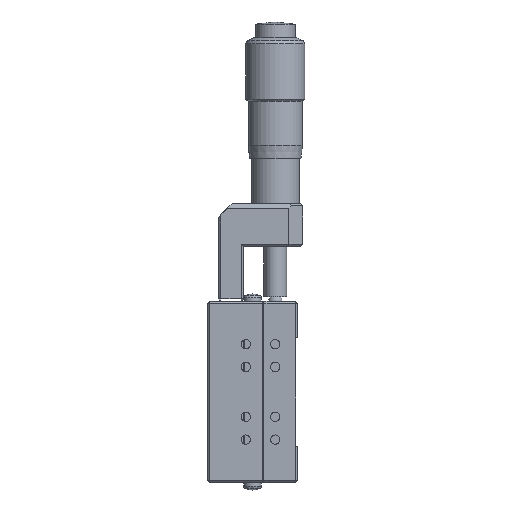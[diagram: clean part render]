
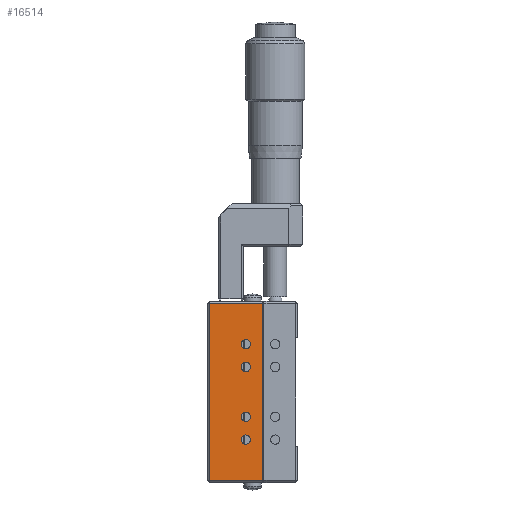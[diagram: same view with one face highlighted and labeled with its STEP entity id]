
A CAD part, left-side view. The second image highlights one B-rep face of the part: STEP entity #16514.
In plain terms, the highlighted planar face has unit normal (-1, 0, 0).
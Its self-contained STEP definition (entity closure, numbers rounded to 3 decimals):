
#49 = CARTESIAN_POINT ( 'NONE',  ( -25.706, -0.068, 60.775 ) ) ;
#382 = VERTEX_POINT ( 'NONE', #18772 ) ;
#485 = FACE_BOUND ( 'NONE', #17742, .T. ) ;
#777 = DIRECTION ( 'NONE',  ( -1., 0., 0. ) ) ;
#878 = LINE ( 'NONE', #13413, #1612 ) ;
#923 = DIRECTION ( 'NONE',  ( 0., -1., 0. ) ) ;
#1011 = DIRECTION ( 'NONE',  ( -1., 0., 0. ) ) ;
#1199 = ORIENTED_EDGE ( 'NONE', *, *, #12707, .F. ) ;
#1302 = EDGE_CURVE ( 'NONE', #10087, #382, #10610, .T. ) ;
#1496 = VERTEX_POINT ( 'NONE', #16550 ) ;
#1506 = EDGE_CURVE ( 'NONE', #1706, #1496, #18994, .T. ) ;
#1612 = VECTOR ( 'NONE', #8623, 1000. ) ;
#1673 = EDGE_LOOP ( 'NONE', ( #7718, #20230 ) ) ;
#1706 = VERTEX_POINT ( 'NONE', #11625 ) ;
#1825 = DIRECTION ( 'NONE',  ( 0., 0., 1. ) ) ;
#1846 = CARTESIAN_POINT ( 'NONE',  ( -25.706, -0.068, 56.8 ) ) ;
#2091 = CARTESIAN_POINT ( 'NONE',  ( -25.706, -3.768, 31.8 ) ) ;
#2177 = CARTESIAN_POINT ( 'NONE',  ( -25.706, -0.068, 45.8 ) ) ;
#2185 = AXIS2_PLACEMENT_3D ( 'NONE', #16692, #1011, #18007 ) ;
#2369 = CARTESIAN_POINT ( 'NONE',  ( -25.706, -3.768, 70.8 ) ) ;
#3144 = CARTESIAN_POINT ( 'NONE',  ( -25.706, -0.068, 62.825 ) ) ;
#3171 = FACE_BOUND ( 'NONE', #11669, .T. ) ;
#3318 = CIRCLE ( 'NONE', #3659, 1.025 ) ;
#3330 = DIRECTION ( 'NONE',  ( -1., 0., 0. ) ) ;
#3395 = EDGE_CURVE ( 'NONE', #7925, #10087, #13037, .T. ) ;
#3582 = VERTEX_POINT ( 'NONE', #3144 ) ;
#3619 = CIRCLE ( 'NONE', #14729, 1.025 ) ;
#3659 = AXIS2_PLACEMENT_3D ( 'NONE', #14221, #4759, #7921 ) ;
#3770 = CARTESIAN_POINT ( 'NONE',  ( -25.706, -0.068, 57.825 ) ) ;
#3780 = DIRECTION ( 'NONE',  ( -1., 0., 0. ) ) ;
#3814 = ORIENTED_EDGE ( 'NONE', *, *, #18785, .F. ) ;
#3848 = CARTESIAN_POINT ( 'NONE',  ( -25.706, -0.068, 61.8 ) ) ;
#3990 = DIRECTION ( 'NONE',  ( 0., 0., 1. ) ) ;
#4137 = DIRECTION ( 'NONE',  ( -1., 0., 0. ) ) ;
#4723 = EDGE_CURVE ( 'NONE', #17904, #7925, #17929, .T. ) ;
#4730 = VERTEX_POINT ( 'NONE', #12016 ) ;
#4759 = DIRECTION ( 'NONE',  ( -1., 0., 0. ) ) ;
#4824 = ORIENTED_EDGE ( 'NONE', *, *, #8072, .F. ) ;
#4937 = DIRECTION ( 'NONE',  ( 0., 1., 0. ) ) ;
#5108 = ORIENTED_EDGE ( 'NONE', *, *, #10839, .F. ) ;
#5289 = VERTEX_POINT ( 'NONE', #3770 ) ;
#5338 = DIRECTION ( 'NONE',  ( -1., 0., 0. ) ) ;
#5379 = VERTEX_POINT ( 'NONE', #8625 ) ;
#5406 = DIRECTION ( 'NONE',  ( 0., 0., 1. ) ) ;
#5422 = PLANE ( 'NONE',  #15303 ) ;
#6452 = CARTESIAN_POINT ( 'NONE',  ( -25.706, -3.768, 70.8 ) ) ;
#6645 = ORIENTED_EDGE ( 'NONE', *, *, #18506, .F. ) ;
#6927 = CARTESIAN_POINT ( 'NONE',  ( -25.706, -0.068, 61.8 ) ) ;
#7635 = EDGE_CURVE ( 'NONE', #4730, #5379, #19805, .T. ) ;
#7718 = ORIENTED_EDGE ( 'NONE', *, *, #14268, .F. ) ;
#7921 = DIRECTION ( 'NONE',  ( 0., 0., 1. ) ) ;
#7925 = VERTEX_POINT ( 'NONE', #2091 ) ;
#8072 = EDGE_CURVE ( 'NONE', #3582, #19478, #9612, .T. ) ;
#8138 = EDGE_LOOP ( 'NONE', ( #20086, #9138, #8696, #10753 ) ) ;
#8236 = CIRCLE ( 'NONE', #14666, 1.025 ) ;
#8623 = DIRECTION ( 'NONE',  ( 0., 0., -1. ) ) ;
#8625 = CARTESIAN_POINT ( 'NONE',  ( -25.706, -0.068, 41.825 ) ) ;
#8696 = ORIENTED_EDGE ( 'NONE', *, *, #3395, .T. ) ;
#8826 = VECTOR ( 'NONE', #1825, 1000. ) ;
#9138 = ORIENTED_EDGE ( 'NONE', *, *, #4723, .T. ) ;
#9552 = CARTESIAN_POINT ( 'NONE',  ( -25.706, -3.768, 71.3 ) ) ;
#9612 = CIRCLE ( 'NONE', #19495, 1.025 ) ;
#10018 = VECTOR ( 'NONE', #923, 1000. ) ;
#10087 = VERTEX_POINT ( 'NONE', #2369 ) ;
#10257 = DIRECTION ( 'NONE',  ( 0., 0., 1. ) ) ;
#10305 = FACE_BOUND ( 'NONE', #13970, .T. ) ;
#10610 = LINE ( 'NONE', #6452, #17276 ) ;
#10679 = CARTESIAN_POINT ( 'NONE',  ( -25.706, -0.068, 40.8 ) ) ;
#10753 = ORIENTED_EDGE ( 'NONE', *, *, #1302, .T. ) ;
#10839 = EDGE_CURVE ( 'NONE', #1496, #1706, #18256, .T. ) ;
#11113 = AXIS2_PLACEMENT_3D ( 'NONE', #10679, #13979, #15441 ) ;
#11625 = CARTESIAN_POINT ( 'NONE',  ( -25.706, -0.068, 46.825 ) ) ;
#11669 = EDGE_LOOP ( 'NONE', ( #4824, #1199 ) ) ;
#12016 = CARTESIAN_POINT ( 'NONE',  ( -25.706, -0.068, 39.775 ) ) ;
#12707 = EDGE_CURVE ( 'NONE', #19478, #3582, #3619, .T. ) ;
#12896 = VERTEX_POINT ( 'NONE', #15273 ) ;
#13037 = LINE ( 'NONE', #9552, #8826 ) ;
#13156 = CIRCLE ( 'NONE', #2185, 1.025 ) ;
#13413 = CARTESIAN_POINT ( 'NONE',  ( -25.706, 7.932, 71.3 ) ) ;
#13852 = EDGE_CURVE ( 'NONE', #382, #17904, #878, .T. ) ;
#13970 = EDGE_LOOP ( 'NONE', ( #14764, #5108 ) ) ;
#13979 = DIRECTION ( 'NONE',  ( -1., 0., 0. ) ) ;
#14221 = CARTESIAN_POINT ( 'NONE',  ( -25.706, -0.068, 40.8 ) ) ;
#14268 = EDGE_CURVE ( 'NONE', #5379, #4730, #3318, .T. ) ;
#14666 = AXIS2_PLACEMENT_3D ( 'NONE', #1846, #3330, #15999 ) ;
#14729 = AXIS2_PLACEMENT_3D ( 'NONE', #3848, #5338, #16470 ) ;
#14764 = ORIENTED_EDGE ( 'NONE', *, *, #1506, .F. ) ;
#15016 = CARTESIAN_POINT ( 'NONE',  ( -25.706, -3.768, 71.3 ) ) ;
#15273 = CARTESIAN_POINT ( 'NONE',  ( -25.706, -0.068, 55.775 ) ) ;
#15303 = AXIS2_PLACEMENT_3D ( 'NONE', #15016, #18004, #19465 ) ;
#15441 = DIRECTION ( 'NONE',  ( 0., 0., 1. ) ) ;
#15479 = FACE_BOUND ( 'NONE', #1673, .T. ) ;
#15999 = DIRECTION ( 'NONE',  ( 0., 0., 1. ) ) ;
#16231 = FACE_OUTER_BOUND ( 'NONE', #8138, .T. ) ;
#16470 = DIRECTION ( 'NONE',  ( 0., 0., 1. ) ) ;
#16514 = ADVANCED_FACE ( 'NONE', ( #15479, #10305, #485, #3171, #16231 ), #5422, .T. ) ;
#16550 = CARTESIAN_POINT ( 'NONE',  ( -25.706, -0.068, 44.775 ) ) ;
#16692 = CARTESIAN_POINT ( 'NONE',  ( -25.706, -0.068, 56.8 ) ) ;
#17060 = CARTESIAN_POINT ( 'NONE',  ( -25.706, 7.932, 31.8 ) ) ;
#17276 = VECTOR ( 'NONE', #4937, 1000. ) ;
#17742 = EDGE_LOOP ( 'NONE', ( #3814, #6645 ) ) ;
#17904 = VERTEX_POINT ( 'NONE', #17060 ) ;
#17929 = LINE ( 'NONE', #18768, #10018 ) ;
#18004 = DIRECTION ( 'NONE',  ( -1., 0., 0. ) ) ;
#18007 = DIRECTION ( 'NONE',  ( 0., 0., 1. ) ) ;
#18256 = CIRCLE ( 'NONE', #18606, 1.025 ) ;
#18506 = EDGE_CURVE ( 'NONE', #12896, #5289, #8236, .T. ) ;
#18606 = AXIS2_PLACEMENT_3D ( 'NONE', #2177, #3780, #10257 ) ;
#18768 = CARTESIAN_POINT ( 'NONE',  ( -25.706, -3.768, 31.8 ) ) ;
#18772 = CARTESIAN_POINT ( 'NONE',  ( -25.706, 7.932, 70.8 ) ) ;
#18785 = EDGE_CURVE ( 'NONE', #5289, #12896, #13156, .T. ) ;
#18994 = CIRCLE ( 'NONE', #19779, 1.025 ) ;
#19465 = DIRECTION ( 'NONE',  ( 0., 0., 1. ) ) ;
#19478 = VERTEX_POINT ( 'NONE', #49 ) ;
#19495 = AXIS2_PLACEMENT_3D ( 'NONE', #6927, #777, #5406 ) ;
#19728 = CARTESIAN_POINT ( 'NONE',  ( -25.706, -0.068, 45.8 ) ) ;
#19779 = AXIS2_PLACEMENT_3D ( 'NONE', #19728, #4137, #3990 ) ;
#19805 = CIRCLE ( 'NONE', #11113, 1.025 ) ;
#20086 = ORIENTED_EDGE ( 'NONE', *, *, #13852, .T. ) ;
#20230 = ORIENTED_EDGE ( 'NONE', *, *, #7635, .F. ) ;
